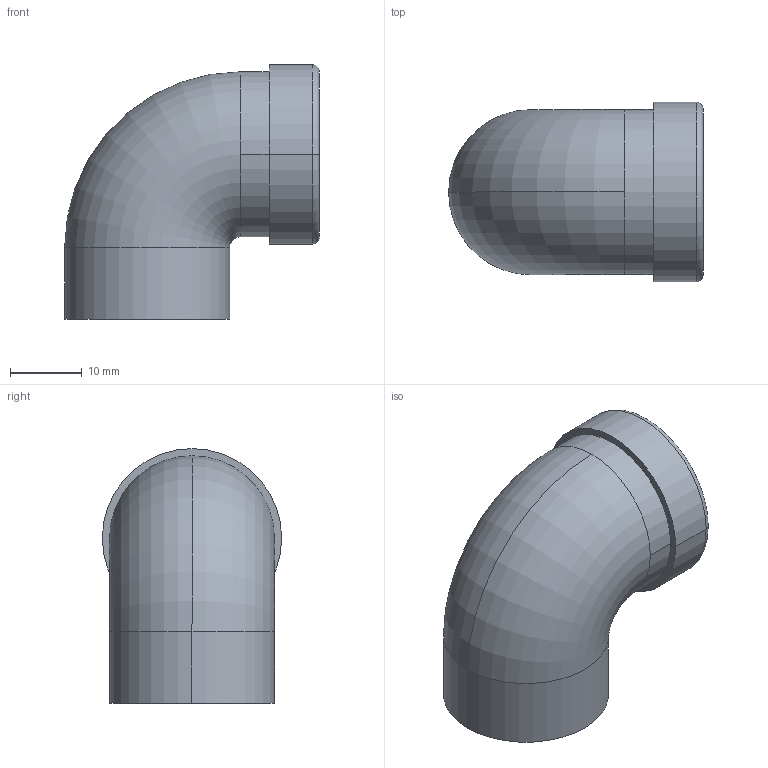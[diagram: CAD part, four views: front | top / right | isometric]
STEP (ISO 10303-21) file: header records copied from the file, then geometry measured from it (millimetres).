
FILE_DESCRIPTION(('STEP AP214'),'1');
FILE_NAME('cctmp_6EAFC0CB-E4B2-4EE8-B5DC-DCF16DED4DA0_2022_03_09_11_40_09_0142..stp','2022-03-09T10:40:09',('Praher Valves GmbH'),('CADClick - www.CADClick.com'),'Spatial InterOp 3D',' ','unknown authorization');
FILE_SCHEMA(('AUTOMOTIVE_DESIGN'));
Length unit declared in the file: millimetre
Products named in the file (1): 70816
Bounding box: 35.5 x 25 x 35.5 mm (x, y, z)
Volume: 10642.7 mm3; surface area: 5616 mm2
Topology: 1 solids, 1 shells, 24 faces, 50 edges, 32 vertices
Faces by surface type: cylinder 12, torus 6, plane 6
Entity records: 1124 total; most frequent: CARTESIAN_POINT 363, DIRECTION 130, ORIENTED_EDGE 100, AXIS2_PLACEMENT_3D 59, EDGE_CURVE 50, CIRCLE 34, VERTEX_POINT 32, EDGE_LOOP 30
